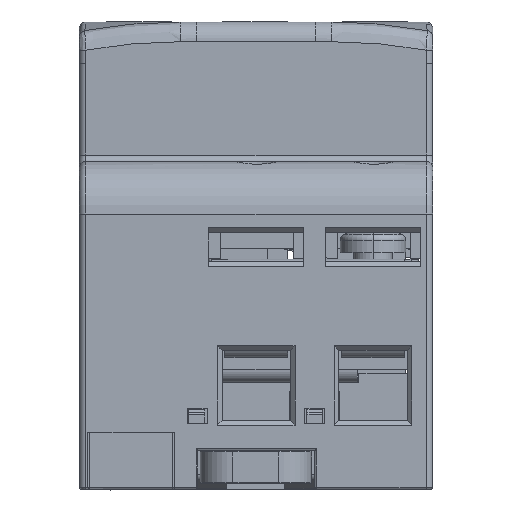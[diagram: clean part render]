
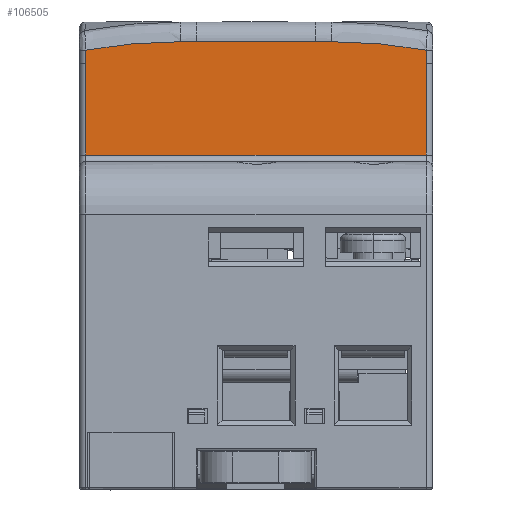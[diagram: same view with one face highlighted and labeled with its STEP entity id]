
A CAD part, left-side view. The second image highlights one B-rep face of the part: STEP entity #106505.
In plain terms, the highlighted planar face has unit normal (-1, 0, 0).
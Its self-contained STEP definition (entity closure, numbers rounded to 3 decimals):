
#81815=DIRECTION('',(0.,0.,-1.));
#81816=VECTOR('',#81815,1.994);
#81817=CARTESIAN_POINT('',(-22.5,-70.9,
66.994));
#81818=LINE('',#81817,#81816);
#81836=DIRECTION('',(0.,0.,-1.));
#81837=VECTOR('',#81836,14.);
#81838=CARTESIAN_POINT('',(-22.5,-70.9,
65.));
#81839=LINE('',#81838,#81837);
#82035=DIRECTION('',(0.,1.,0.));
#82036=VECTOR('',#82035,51.9);
#82037=CARTESIAN_POINT('',(-22.5,-70.9,
51.));
#82038=LINE('',#82037,#82036);
#82049=CARTESIAN_POINT('',(-22.5,-33.411,
68.285));
#82050=CARTESIAN_POINT('',(-22.5,-32.847,
68.286));
#82051=CARTESIAN_POINT('',(-22.5,-31.7,
68.277));
#82052=CARTESIAN_POINT('',(-22.5,-29.951,
68.225));
#82053=CARTESIAN_POINT('',(-22.5,-28.147,
68.132));
#82054=CARTESIAN_POINT('',(-22.5,-26.286,
67.993));
#82055=CARTESIAN_POINT('',(-22.5,-24.371,
67.804));
#82056=CARTESIAN_POINT('',(-22.5,-22.403,
67.559));
#82057=CARTESIAN_POINT('',(-22.5,-20.606,
67.285));
#82058=CARTESIAN_POINT('',(-22.5,-19.467,
67.082));
#82059=CARTESIAN_POINT('',(-22.5,-19.,
66.994));
#82064=CARTESIAN_POINT('',(-22.5,-70.9,
66.994));
#82065=CARTESIAN_POINT('',(-22.5,-70.433,
67.082));
#82066=CARTESIAN_POINT('',(-22.5,-69.295,
67.288));
#82067=CARTESIAN_POINT('',(-22.5,-67.498,
67.56));
#82068=CARTESIAN_POINT('',(-22.5,-65.529,
67.806));
#82069=CARTESIAN_POINT('',(-22.5,-63.614,
67.995));
#82070=CARTESIAN_POINT('',(-22.5,-61.753,
68.134));
#82071=CARTESIAN_POINT('',(-22.5,-59.949,
68.226));
#82072=CARTESIAN_POINT('',(-22.5,-58.2,
68.279));
#82073=CARTESIAN_POINT('',(-22.5,-57.053,
68.286));
#82074=CARTESIAN_POINT('',(-22.5,-56.489,
68.284));
#82086=DIRECTION('',(0.,0.,1.));
#82087=VECTOR('',#82086,1.994);
#82088=CARTESIAN_POINT('',(-22.5,-19.,
65.));
#82089=LINE('',#82088,#82087);
#82093=DIRECTION('',(0.,0.,1.));
#82094=VECTOR('',#82093,14.);
#82095=CARTESIAN_POINT('',(-22.5,-19.,
51.));
#82096=LINE('',#82095,#82094);
#82434=DIRECTION('',(0.,-1.,-0.001));
#82435=VECTOR('',#82434,2.489);
#82436=CARTESIAN_POINT('',(-22.5,-33.411,
68.285));
#82437=LINE('',#82436,#82435);
#82643=DIRECTION('',(0.,-1.,0.001));
#82644=VECTOR('',#82643,2.489);
#82645=CARTESIAN_POINT('',(-22.5,-54.,
68.283));
#82646=LINE('',#82645,#82644);
#82676=DIRECTION('',(-0.001,-1.,0.003));
#82677=VECTOR('',#82676,0.05);
#82678=CARTESIAN_POINT('',(-22.5,-53.95,
68.282));
#82679=LINE('',#82678,#82677);
#82683=DIRECTION('',(0.,-1.,0.));
#82684=VECTOR('',#82683,18.05);
#82685=CARTESIAN_POINT('',(-22.5,-35.9,
68.283));
#82686=LINE('',#82685,#82684);
#91121=CARTESIAN_POINT('',(-22.5,-19.,
65.));
#91122=CARTESIAN_POINT('',(-22.5,-19.,
66.994));
#91123=VERTEX_POINT('',#91121);
#91124=VERTEX_POINT('',#91122);
#91125=CARTESIAN_POINT('',(-22.5,-19.,
51.));
#91126=VERTEX_POINT('',#91125);
#91127=CARTESIAN_POINT('',(-22.5,-70.9,
51.));
#91128=VERTEX_POINT('',#91127);
#91129=CARTESIAN_POINT('',(-22.5,-70.9,
65.));
#91130=VERTEX_POINT('',#91129);
#91131=CARTESIAN_POINT('',(-22.5,-70.9,
66.994));
#91132=VERTEX_POINT('',#91131);
#91133=VERTEX_POINT('',#82074);
#91134=CARTESIAN_POINT('',(-22.5,-54.,
68.283));
#91135=VERTEX_POINT('',#91134);
#91136=CARTESIAN_POINT('',(-22.5,-53.95,
68.282));
#91137=VERTEX_POINT('',#91136);
#91138=CARTESIAN_POINT('',(-22.5,-35.9,
68.283));
#91139=VERTEX_POINT('',#91138);
#91140=CARTESIAN_POINT('',(-22.5,-33.411,
68.285));
#91141=VERTEX_POINT('',#91140);
#106479=CARTESIAN_POINT('',(-22.5,-36.,60.716));
#106480=DIRECTION('',(1.,0.,0.));
#106481=DIRECTION('',(0.,1.,0.));
#106482=AXIS2_PLACEMENT_3D('',#106479,#106480,#106481);
#106483=PLANE('',#106482);
#106485=ORIENTED_EDGE('',*,*,#106484,.T.);
#106487=ORIENTED_EDGE('',*,*,#106486,.F.);
#106489=ORIENTED_EDGE('',*,*,#106488,.T.);
#106491=ORIENTED_EDGE('',*,*,#106490,.T.);
#106493=ORIENTED_EDGE('',*,*,#106492,.T.);
#106495=ORIENTED_EDGE('',*,*,#106494,.T.);
#106497=ORIENTED_EDGE('',*,*,#106496,.F.);
#106498=ORIENTED_EDGE('',*,*,#106353,.T.);
#106499=ORIENTED_EDGE('',*,*,#106368,.T.);
#106500=ORIENTED_EDGE('',*,*,#106470,.T.);
#106502=ORIENTED_EDGE('',*,*,#106501,.T.);
#106503=EDGE_LOOP('',(#106485,#106487,#106489,#106491,#106493,#106495,#106497,
#106498,#106499,#106500,#106502));
#106504=FACE_OUTER_BOUND('',#106503,.F.);
#82060=B_SPLINE_CURVE_WITH_KNOTS('',3,(#82049,#82050,#82051,#82052,#82053,
#82054,#82055,#82056,#82057,#82058,#82059),.UNSPECIFIED.,.F.,.F.,(4,1,1,1,1,1,1,
1,4),(0.,0.117,0.237,0.362,
0.49,0.623,0.76,0.901,1.),
.UNSPECIFIED.);
#82075=B_SPLINE_CURVE_WITH_KNOTS('',3,(#82064,#82065,#82066,#82067,#82068,
#82069,#82070,#82071,#82072,#82073,#82074),.UNSPECIFIED.,.F.,.F.,(4,1,1,1,1,1,1,
1,4),(0.,0.099,0.24,0.377,
0.51,0.638,0.763,0.883,1.),
.UNSPECIFIED.);
#106353=EDGE_CURVE('',#91132,#91130,#81818,.T.);
#106368=EDGE_CURVE('',#91130,#91128,#81839,.T.);
#106470=EDGE_CURVE('',#91128,#91126,#82038,.T.);
#106484=EDGE_CURVE('',#91123,#91124,#82089,.T.);
#106486=EDGE_CURVE('',#91141,#91124,#82060,.T.);
#106488=EDGE_CURVE('',#91141,#91139,#82437,.T.);
#106490=EDGE_CURVE('',#91139,#91137,#82686,.T.);
#106492=EDGE_CURVE('',#91137,#91135,#82679,.T.);
#106494=EDGE_CURVE('',#91135,#91133,#82646,.T.);
#106496=EDGE_CURVE('',#91132,#91133,#82075,.T.);
#106501=EDGE_CURVE('',#91126,#91123,#82096,.T.);
#106505=ADVANCED_FACE('',(#106504),#106483,.F.);
